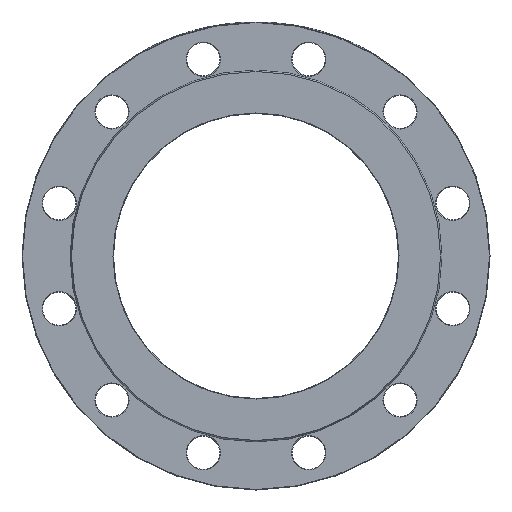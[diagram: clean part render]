
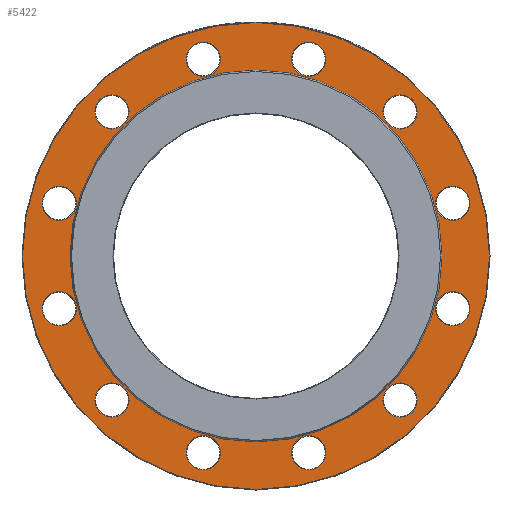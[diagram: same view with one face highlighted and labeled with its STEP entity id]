
A CAD part, left-side view. The second image highlights one B-rep face of the part: STEP entity #5422.
In plain terms, the highlighted planar face has unit normal (-1, 0, 0).
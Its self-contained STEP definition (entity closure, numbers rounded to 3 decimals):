
#93 = DIRECTION ( 'NONE',  ( 1., 0., 0. ) ) ;
#230 = ORIENTED_EDGE ( 'NONE', *, *, #3921, .T. ) ;
#235 = FACE_BOUND ( 'NONE', #6178, .T. ) ;
#443 = FACE_BOUND ( 'NONE', #6771, .T. ) ;
#446 = DIRECTION ( 'NONE',  ( 0., 0.5, 0.866 ) ) ;
#539 = FACE_BOUND ( 'NONE', #4514, .T. ) ;
#654 = ORIENTED_EDGE ( 'NONE', *, *, #2763, .T. ) ;
#664 = CARTESIAN_POINT ( 'NONE',  ( 3., 123.065, -144.238 ) ) ;
#709 = CARTESIAN_POINT ( 'NONE',  ( 3., 178.696, -63.382 ) ) ;
#983 = CARTESIAN_POINT ( 'NONE',  ( 3., 0., 0. ) ) ;
#1026 = CARTESIAN_POINT ( 'NONE',  ( 3., 0., 168.836 ) ) ;
#1078 = VERTEX_POINT ( 'NONE', #4169 ) ;
#1242 = ORIENTED_EDGE ( 'NONE', *, *, #2374, .T. ) ;
#1347 = EDGE_CURVE ( 'NONE', #1617, #1617, #2808, .T. ) ;
#1393 = FACE_BOUND ( 'NONE', #9948, .T. ) ;
#1443 = FACE_BOUND ( 'NONE', #6375, .T. ) ;
#1472 = VERTEX_POINT ( 'NONE', #4563 ) ;
#1581 = CIRCLE ( 'NONE', #7286, 15.5 ) ;
#1617 = VERTEX_POINT ( 'NONE', #664 ) ;
#1635 = DIRECTION ( 'NONE',  ( 1., 0., 0. ) ) ;
#1667 = DIRECTION ( 'NONE',  ( 0., 0.5, -0.866 ) ) ;
#1746 = AXIS2_PLACEMENT_3D ( 'NONE', #6830, #4530, #10019 ) ;
#1752 = AXIS2_PLACEMENT_3D ( 'NONE', #2481, #7057, #5380 ) ;
#1780 = VERTEX_POINT ( 'NONE', #4984 ) ;
#1812 = EDGE_LOOP ( 'NONE', ( #230 ) ) ;
#1860 = FACE_BOUND ( 'NONE', #3827, .T. ) ;
#2038 = AXIS2_PLACEMENT_3D ( 'NONE', #9222, #6694, #3634 ) ;
#2101 = ORIENTED_EDGE ( 'NONE', *, *, #1347, .T. ) ;
#2121 = DIRECTION ( 'NONE',  ( 0., 0., 1. ) ) ;
#2168 = DIRECTION ( 'NONE',  ( 0., 0., 1. ) ) ;
#2235 = CIRCLE ( 'NONE', #5834, 15.5 ) ;
#2276 = CARTESIAN_POINT ( 'NONE',  ( 3., 63.382, 178.696 ) ) ;
#2299 = ORIENTED_EDGE ( 'NONE', *, *, #4575, .T. ) ;
#2324 = VERTEX_POINT ( 'NONE', #2276 ) ;
#2374 = EDGE_CURVE ( 'NONE', #9350, #9350, #5659, .T. ) ;
#2380 = ORIENTED_EDGE ( 'NONE', *, *, #9614, .T. ) ;
#2397 = CARTESIAN_POINT ( 'NONE',  ( 3., -47.882, 178.696 ) ) ;
#2481 = CARTESIAN_POINT ( 'NONE',  ( 3., -178.696, -47.882 ) ) ;
#2619 = CIRCLE ( 'NONE', #6685, 212. ) ;
#2763 = EDGE_CURVE ( 'NONE', #9920, #9920, #3845, .T. ) ;
#2808 = CIRCLE ( 'NONE', #8471, 15.5 ) ;
#2812 = DIRECTION ( 'NONE',  ( 1., 0., 0. ) ) ;
#2846 = CARTESIAN_POINT ( 'NONE',  ( 3., 178.696, 47.882 ) ) ;
#2937 = CARTESIAN_POINT ( 'NONE',  ( 3., 0., 0. ) ) ;
#2951 = VERTEX_POINT ( 'NONE', #4719 ) ;
#2996 = VERTEX_POINT ( 'NONE', #4521 ) ;
#3021 = CARTESIAN_POINT ( 'NONE',  ( 3., -130.815, -130.815 ) ) ;
#3126 = EDGE_CURVE ( 'NONE', #8479, #8479, #2235, .T. ) ;
#3145 = VERTEX_POINT ( 'NONE', #6247 ) ;
#3198 = CARTESIAN_POINT ( 'NONE',  ( 3., -63.382, -178.696 ) ) ;
#3212 = AXIS2_PLACEMENT_3D ( 'NONE', #6729, #2812, #5340 ) ;
#3247 = EDGE_CURVE ( 'NONE', #2996, #2996, #9230, .T. ) ;
#3287 = EDGE_LOOP ( 'NONE', ( #654 ) ) ;
#3303 = CARTESIAN_POINT ( 'NONE',  ( 3., 0., -212. ) ) ;
#3333 = FACE_BOUND ( 'NONE', #7051, .T. ) ;
#3377 = AXIS2_PLACEMENT_3D ( 'NONE', #2846, #93, #1667 ) ;
#3444 = EDGE_CURVE ( 'NONE', #2324, #2324, #8910, .T. ) ;
#3476 = DIRECTION ( 'NONE',  ( 0., 0.866, 0.5 ) ) ;
#3535 = CIRCLE ( 'NONE', #1746, 15.5 ) ;
#3585 = FACE_BOUND ( 'NONE', #8838, .T. ) ;
#3597 = ORIENTED_EDGE ( 'NONE', *, *, #4606, .F. ) ;
#3634 = DIRECTION ( 'NONE',  ( 0., 0., -1. ) ) ;
#3695 = EDGE_CURVE ( 'NONE', #3145, #3145, #4012, .T. ) ;
#3697 = DIRECTION ( 'NONE',  ( 1., 0., 0. ) ) ;
#3719 = CARTESIAN_POINT ( 'NONE',  ( 3., -47.882, -178.696 ) ) ;
#3730 = FACE_BOUND ( 'NONE', #5120, .T. ) ;
#3804 = DIRECTION ( 'NONE',  ( 1., 0., 0. ) ) ;
#3827 = EDGE_LOOP ( 'NONE', ( #2299 ) ) ;
#3845 = CIRCLE ( 'NONE', #8259, 15.5 ) ;
#3848 = CIRCLE ( 'NONE', #1752, 15.5 ) ;
#3866 = DIRECTION ( 'NONE',  ( 0., 0., -1. ) ) ;
#3921 = EDGE_CURVE ( 'NONE', #2951, #2951, #3535, .T. ) ;
#3981 = EDGE_LOOP ( 'NONE', ( #1242 ) ) ;
#4012 = CIRCLE ( 'NONE', #3377, 15.5 ) ;
#4066 = VERTEX_POINT ( 'NONE', #3303 ) ;
#4169 = CARTESIAN_POINT ( 'NONE',  ( 3., -123.065, 144.238 ) ) ;
#4372 = EDGE_CURVE ( 'NONE', #1472, #1472, #3848, .T. ) ;
#4514 = EDGE_LOOP ( 'NONE', ( #3597 ) ) ;
#4521 = CARTESIAN_POINT ( 'NONE',  ( 3., -34.458, 186.446 ) ) ;
#4530 = DIRECTION ( 'NONE',  ( 1., 0., 0. ) ) ;
#4538 = PLANE ( 'NONE',  #2038 ) ;
#4563 = CARTESIAN_POINT ( 'NONE',  ( 3., -186.446, -34.458 ) ) ;
#4575 = EDGE_CURVE ( 'NONE', #1780, #1780, #4666, .T. ) ;
#4606 = EDGE_CURVE ( 'NONE', #4882, #4882, #6482, .T. ) ;
#4613 = DIRECTION ( 'NONE',  ( 1., 0., 0. ) ) ;
#4666 = CIRCLE ( 'NONE', #5992, 15.5 ) ;
#4669 = CARTESIAN_POINT ( 'NONE',  ( 3., 130.815, -130.815 ) ) ;
#4719 = CARTESIAN_POINT ( 'NONE',  ( 3., 144.238, 123.065 ) ) ;
#4787 = DIRECTION ( 'NONE',  ( -1., 0., 0. ) ) ;
#4882 = VERTEX_POINT ( 'NONE', #1026 ) ;
#4984 = CARTESIAN_POINT ( 'NONE',  ( 3., -178.696, 63.382 ) ) ;
#5071 = EDGE_CURVE ( 'NONE', #1078, #1078, #5292, .T. ) ;
#5120 = EDGE_LOOP ( 'NONE', ( #2380 ) ) ;
#5280 = ORIENTED_EDGE ( 'NONE', *, *, #4372, .T. ) ;
#5292 = CIRCLE ( 'NONE', #9839, 15.5 ) ;
#5340 = DIRECTION ( 'NONE',  ( 0., 1., 0. ) ) ;
#5380 = DIRECTION ( 'NONE',  ( 0., -0.5, 0.866 ) ) ;
#5422 = ADVANCED_FACE ( 'NONE', ( #7402, #7201, #443, #3333, #235, #1860, #3585, #5934, #3730, #8357, #1393, #1443, #8311, #539 ), #4538, .F. ) ;
#5610 = DIRECTION ( 'NONE',  ( 0., 0., -1. ) ) ;
#5659 = CIRCLE ( 'NONE', #9871, 15.5 ) ;
#5834 = AXIS2_PLACEMENT_3D ( 'NONE', #8310, #7023, #3866 ) ;
#5934 = FACE_BOUND ( 'NONE', #3287, .T. ) ;
#5992 = AXIS2_PLACEMENT_3D ( 'NONE', #8323, #3697, #2168 ) ;
#6178 = EDGE_LOOP ( 'NONE', ( #7300 ) ) ;
#6247 = CARTESIAN_POINT ( 'NONE',  ( 3., 186.446, 34.458 ) ) ;
#6350 = DIRECTION ( 'NONE',  ( 1., 0., 0. ) ) ;
#6375 = EDGE_LOOP ( 'NONE', ( #9543 ) ) ;
#6482 = CIRCLE ( 'NONE', #9720, 168.836 ) ;
#6685 = AXIS2_PLACEMENT_3D ( 'NONE', #983, #4787, #5610 ) ;
#6694 = DIRECTION ( 'NONE',  ( 1., 0., 0. ) ) ;
#6703 = EDGE_LOOP ( 'NONE', ( #8895 ) ) ;
#6729 = CARTESIAN_POINT ( 'NONE',  ( 3., 47.882, 178.696 ) ) ;
#6762 = ORIENTED_EDGE ( 'NONE', *, *, #3247, .T. ) ;
#6771 = EDGE_LOOP ( 'NONE', ( #9492 ) ) ;
#6796 = CARTESIAN_POINT ( 'NONE',  ( 3., -130.815, 130.815 ) ) ;
#6830 = CARTESIAN_POINT ( 'NONE',  ( 3., 130.815, 130.815 ) ) ;
#6891 = DIRECTION ( 'NONE',  ( 0., -0.866, 0.5 ) ) ;
#7011 = DIRECTION ( 'NONE',  ( 0., -0.5, -0.866 ) ) ;
#7023 = DIRECTION ( 'NONE',  ( 1., 0., 0. ) ) ;
#7051 = EDGE_LOOP ( 'NONE', ( #6762 ) ) ;
#7057 = DIRECTION ( 'NONE',  ( 1., 0., 0. ) ) ;
#7061 = VERTEX_POINT ( 'NONE', #3198 ) ;
#7088 = DIRECTION ( 'NONE',  ( 1., 0., 0. ) ) ;
#7110 = CARTESIAN_POINT ( 'NONE',  ( 3., 47.882, -178.696 ) ) ;
#7201 = FACE_BOUND ( 'NONE', #1812, .T. ) ;
#7242 = EDGE_LOOP ( 'NONE', ( #9276 ) ) ;
#7286 = AXIS2_PLACEMENT_3D ( 'NONE', #3719, #3804, #9925 ) ;
#7300 = ORIENTED_EDGE ( 'NONE', *, *, #5071, .T. ) ;
#7402 = FACE_BOUND ( 'NONE', #7242, .T. ) ;
#7514 = AXIS2_PLACEMENT_3D ( 'NONE', #2397, #1635, #3476 ) ;
#7759 = CARTESIAN_POINT ( 'NONE',  ( 3., -144.238, -123.065 ) ) ;
#8259 = AXIS2_PLACEMENT_3D ( 'NONE', #3021, #7088, #6891 ) ;
#8310 = CARTESIAN_POINT ( 'NONE',  ( 3., 178.696, -47.882 ) ) ;
#8311 = FACE_OUTER_BOUND ( 'NONE', #6703, .T. ) ;
#8314 = DIRECTION ( 'NONE',  ( 1., 0., 0. ) ) ;
#8323 = CARTESIAN_POINT ( 'NONE',  ( 3., -178.696, 47.882 ) ) ;
#8357 = FACE_BOUND ( 'NONE', #3981, .T. ) ;
#8434 = CARTESIAN_POINT ( 'NONE',  ( 3., 34.458, -186.446 ) ) ;
#8471 = AXIS2_PLACEMENT_3D ( 'NONE', #4669, #4613, #7011 ) ;
#8479 = VERTEX_POINT ( 'NONE', #709 ) ;
#8838 = EDGE_LOOP ( 'NONE', ( #5280 ) ) ;
#8895 = ORIENTED_EDGE ( 'NONE', *, *, #9919, .T. ) ;
#8910 = CIRCLE ( 'NONE', #3212, 15.5 ) ;
#9094 = DIRECTION ( 'NONE',  ( -1., 0., 0. ) ) ;
#9222 = CARTESIAN_POINT ( 'NONE',  ( 3., 168.836, 0. ) ) ;
#9230 = CIRCLE ( 'NONE', #7514, 15.5 ) ;
#9276 = ORIENTED_EDGE ( 'NONE', *, *, #3695, .T. ) ;
#9350 = VERTEX_POINT ( 'NONE', #8434 ) ;
#9449 = DIRECTION ( 'NONE',  ( 0., -0.866, -0.5 ) ) ;
#9492 = ORIENTED_EDGE ( 'NONE', *, *, #3444, .T. ) ;
#9543 = ORIENTED_EDGE ( 'NONE', *, *, #3126, .T. ) ;
#9614 = EDGE_CURVE ( 'NONE', #7061, #7061, #1581, .T. ) ;
#9720 = AXIS2_PLACEMENT_3D ( 'NONE', #2937, #9094, #2121 ) ;
#9839 = AXIS2_PLACEMENT_3D ( 'NONE', #6796, #8314, #446 ) ;
#9871 = AXIS2_PLACEMENT_3D ( 'NONE', #7110, #6350, #9449 ) ;
#9919 = EDGE_CURVE ( 'NONE', #4066, #4066, #2619, .T. ) ;
#9920 = VERTEX_POINT ( 'NONE', #7759 ) ;
#9925 = DIRECTION ( 'NONE',  ( 0., -1., 0. ) ) ;
#9948 = EDGE_LOOP ( 'NONE', ( #2101 ) ) ;
#10019 = DIRECTION ( 'NONE',  ( 0., 0.866, -0.5 ) ) ;
